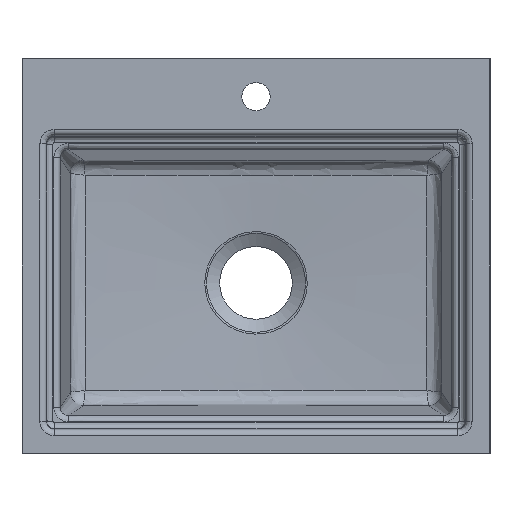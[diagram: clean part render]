
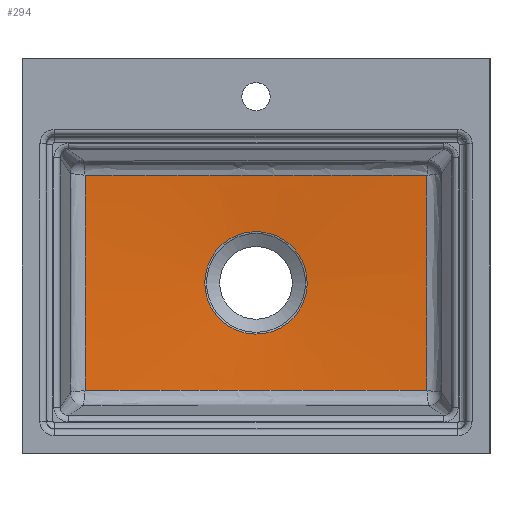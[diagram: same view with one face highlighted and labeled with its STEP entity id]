
A CAD part, top view. The second image highlights one B-rep face of the part: STEP entity #294.
In plain terms, the highlighted conical face has half-angle 86 degrees and reference radius 412.32 mm.
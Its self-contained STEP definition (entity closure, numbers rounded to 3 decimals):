
#43=CONICAL_SURFACE('',#2116,412.321,86.);
#116=FACE_BOUND('',#630,.T.);
#117=FACE_BOUND('',#631,.T.);
#294=ADVANCED_FACE('',(#116,#117),#43,.F.);
#630=EDGE_LOOP('',(#1092));
#631=EDGE_LOOP('',(#1093,#1094,#1095,#1096));
#736=CIRCLE('',#2115,63.472);
#1092=ORIENTED_EDGE('',*,*,#1764,.T.);
#1093=ORIENTED_EDGE('',*,*,#1765,.T.);
#1094=ORIENTED_EDGE('',*,*,#1766,.T.);
#1095=ORIENTED_EDGE('',*,*,#1767,.T.);
#1096=ORIENTED_EDGE('',*,*,#1768,.T.);
#1508=VERTEX_POINT('',#18052);
#1509=VERTEX_POINT('',#18063);
#1510=VERTEX_POINT('',#18064);
#1511=VERTEX_POINT('',#18071);
#1512=VERTEX_POINT('',#18082);
#1764=EDGE_CURVE('',#1508,#1508,#736,.T.);
#1765=EDGE_CURVE('',#1509,#1510,#2030,.T.);
#1766=EDGE_CURVE('',#1510,#1511,#2031,.T.);
#1767=EDGE_CURVE('',#1511,#1512,#2032,.T.);
#1768=EDGE_CURVE('',#1512,#1509,#2033,.T.);
#2030=B_SPLINE_CURVE_WITH_KNOTS('',3,(#18053,#18054,#18055,#18056,#18057,
#18058,#18059,#18060,#18061,#18062),.UNSPECIFIED.,.F.,.F.,(4,2,2,2,4),(0.,
0.25,0.5,0.75,1.),.UNSPECIFIED.);
#2031=B_SPLINE_CURVE_WITH_KNOTS('',3,(#18065,#18066,#18067,#18068,#18069,
#18070),.UNSPECIFIED.,.F.,.F.,(4,2,4),(0.,0.5,1.),.UNSPECIFIED.);
#2032=B_SPLINE_CURVE_WITH_KNOTS('',3,(#18072,#18073,#18074,#18075,#18076,
#18077,#18078,#18079,#18080,#18081),.UNSPECIFIED.,.F.,.F.,(4,2,2,2,4),(0.,
0.25,0.5,0.75,1.),.UNSPECIFIED.);
#2033=B_SPLINE_CURVE_WITH_KNOTS('',3,(#18083,#18084,#18085,#18086,#18087,
#18088),.UNSPECIFIED.,.F.,.F.,(4,2,4),(0.,0.5,1.),.UNSPECIFIED.);
#2115=AXIS2_PLACEMENT_3D('',#18051,#2281,#2282);
#2116=AXIS2_PLACEMENT_3D('',#18089,#2283,#2284);
#2281=DIRECTION('',(0.,0.,-1.));
#2282=DIRECTION('',(-1.,0.,0.));
#2283=DIRECTION('',(0.,0.,1.));
#2284=DIRECTION('',(1.,0.,0.));
#18051=CARTESIAN_POINT('',(0.,0.,20.081));
#18052=CARTESIAN_POINT('',(-63.472,0.,20.081));
#18053=CARTESIAN_POINT('',(211.751,133.314,33.139));
#18054=CARTESIAN_POINT('',(176.497,133.219,31.05));
#18055=CARTESIAN_POINT('',(141.239,133.166,29.078));
#18056=CARTESIAN_POINT('',(70.695,133.179,26.007));
#18057=CARTESIAN_POINT('',(35.407,133.25,24.961));
#18058=CARTESIAN_POINT('',(-35.233,133.25,24.958));
#18059=CARTESIAN_POINT('',(-70.583,133.179,26.003));
#18060=CARTESIAN_POINT('',(-141.19,133.166,29.075));
#18061=CARTESIAN_POINT('',(-176.473,133.219,31.048));
#18062=CARTESIAN_POINT('',(-211.751,133.314,33.139));
#18063=CARTESIAN_POINT('',(211.751,133.314,33.139));
#18064=CARTESIAN_POINT('',(-211.751,133.314,33.139));
#18065=CARTESIAN_POINT('',(-211.751,133.314,33.139));
#18066=CARTESIAN_POINT('',(-211.718,88.89,31.482));
#18067=CARTESIAN_POINT('',(-211.73,44.438,30.448));
#18068=CARTESIAN_POINT('',(-211.73,-44.447,30.448));
#18069=CARTESIAN_POINT('',(-211.718,-88.89,31.482));
#18070=CARTESIAN_POINT('',(-211.751,-133.314,33.139));
#18071=CARTESIAN_POINT('',(-211.751,-133.314,33.139));
#18072=CARTESIAN_POINT('',(-211.751,-133.314,33.139));
#18073=CARTESIAN_POINT('',(-176.497,-133.219,31.05));
#18074=CARTESIAN_POINT('',(-141.239,-133.166,29.078));
#18075=CARTESIAN_POINT('',(-70.695,-133.179,26.007));
#18076=CARTESIAN_POINT('',(-35.407,-133.25,24.961));
#18077=CARTESIAN_POINT('',(35.233,-133.25,24.958));
#18078=CARTESIAN_POINT('',(70.583,-133.179,26.003));
#18079=CARTESIAN_POINT('',(141.19,-133.166,29.075));
#18080=CARTESIAN_POINT('',(176.473,-133.219,31.048));
#18081=CARTESIAN_POINT('',(211.751,-133.314,33.139));
#18082=CARTESIAN_POINT('',(211.751,-133.314,33.139));
#18083=CARTESIAN_POINT('',(211.751,-133.314,33.139));
#18084=CARTESIAN_POINT('',(211.718,-88.89,31.482));
#18085=CARTESIAN_POINT('',(211.73,-44.438,30.448));
#18086=CARTESIAN_POINT('',(211.73,44.447,30.448));
#18087=CARTESIAN_POINT('',(211.718,88.89,31.482));
#18088=CARTESIAN_POINT('',(211.751,133.314,33.139));
#18089=CARTESIAN_POINT('',(0.,0.,44.474));
